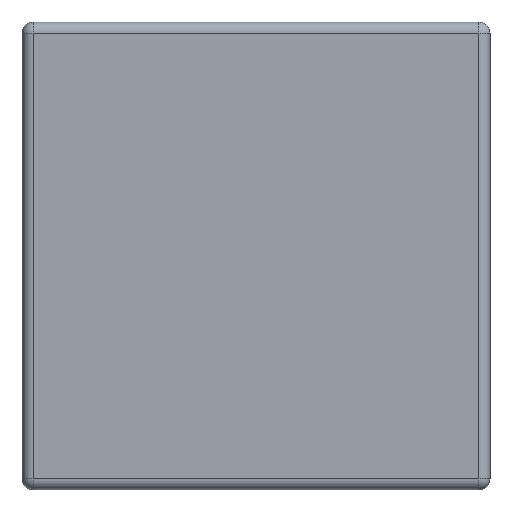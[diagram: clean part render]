
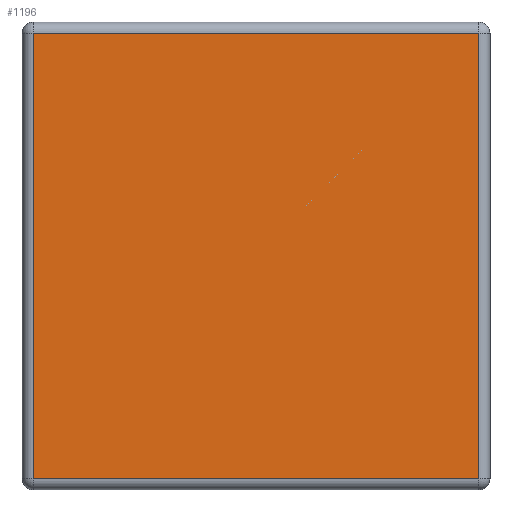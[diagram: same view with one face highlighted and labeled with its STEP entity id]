
A CAD part, left-side view. The second image highlights one B-rep face of the part: STEP entity #1196.
In plain terms, the highlighted planar face has unit normal (-1, 0, 0).
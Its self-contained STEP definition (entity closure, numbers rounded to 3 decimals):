
#99 = CARTESIAN_POINT ( 'NONE',  ( -1., 1.22, 0.625 ) ) ;
#120 = PLANE ( 'NONE',  #1833 ) ;
#127 = VERTEX_POINT ( 'NONE', #1884 ) ;
#136 = ORIENTED_EDGE ( 'NONE', *, *, #1009, .T. ) ;
#209 = DIRECTION ( 'NONE',  ( 0., -1., 0. ) ) ;
#220 = LINE ( 'NONE', #367, #922 ) ;
#244 = EDGE_LOOP ( 'NONE', ( #1444, #1336, #1378, #136 ) ) ;
#248 = DIRECTION ( 'NONE',  ( 0., 0., -1. ) ) ;
#343 = CARTESIAN_POINT ( 'NONE',  ( -1., 1.25, -0.595 ) ) ;
#367 = CARTESIAN_POINT ( 'NONE',  ( -1., 1.25, 0.595 ) ) ;
#506 = CARTESIAN_POINT ( 'NONE',  ( -1., 0.03, 0.625 ) ) ;
#672 = CARTESIAN_POINT ( 'NONE',  ( -1., 0.03, 0.595 ) ) ;
#681 = VECTOR ( 'NONE', #1671, 1000. ) ;
#813 = CARTESIAN_POINT ( 'NONE',  ( -1., 1.25, 0.625 ) ) ;
#825 = CARTESIAN_POINT ( 'NONE',  ( -1., 0.03, -0.595 ) ) ;
#922 = VECTOR ( 'NONE', #1857, 1000. ) ;
#969 = LINE ( 'NONE', #99, #1739 ) ;
#1004 = EDGE_CURVE ( 'NONE', #1079, #127, #969, .T. ) ;
#1009 = EDGE_CURVE ( 'NONE', #1225, #1079, #220, .T. ) ;
#1079 = VERTEX_POINT ( 'NONE', #1083 ) ;
#1083 = CARTESIAN_POINT ( 'NONE',  ( -1., 1.22, 0.595 ) ) ;
#1121 = EDGE_CURVE ( 'NONE', #127, #1240, #1712, .T. ) ;
#1133 = LINE ( 'NONE', #506, #681 ) ;
#1196 = ADVANCED_FACE ( 'NONE', ( #1577 ), #120, .F. ) ;
#1225 = VERTEX_POINT ( 'NONE', #672 ) ;
#1228 = DIRECTION ( 'NONE',  ( 0., 0., -1. ) ) ;
#1240 = VERTEX_POINT ( 'NONE', #825 ) ;
#1336 = ORIENTED_EDGE ( 'NONE', *, *, #1121, .T. ) ;
#1378 = ORIENTED_EDGE ( 'NONE', *, *, #1415, .T. ) ;
#1409 = DIRECTION ( 'NONE',  ( 1., 0., 0. ) ) ;
#1415 = EDGE_CURVE ( 'NONE', #1240, #1225, #1133, .T. ) ;
#1444 = ORIENTED_EDGE ( 'NONE', *, *, #1004, .T. ) ;
#1577 = FACE_OUTER_BOUND ( 'NONE', #244, .T. ) ;
#1671 = DIRECTION ( 'NONE',  ( 0., 0., 1. ) ) ;
#1675 = VECTOR ( 'NONE', #209, 1000. ) ;
#1712 = LINE ( 'NONE', #343, #1675 ) ;
#1739 = VECTOR ( 'NONE', #1228, 1000. ) ;
#1833 = AXIS2_PLACEMENT_3D ( 'NONE', #813, #1409, #248 ) ;
#1857 = DIRECTION ( 'NONE',  ( 0., 1., 0. ) ) ;
#1884 = CARTESIAN_POINT ( 'NONE',  ( -1., 1.22, -0.595 ) ) ;
